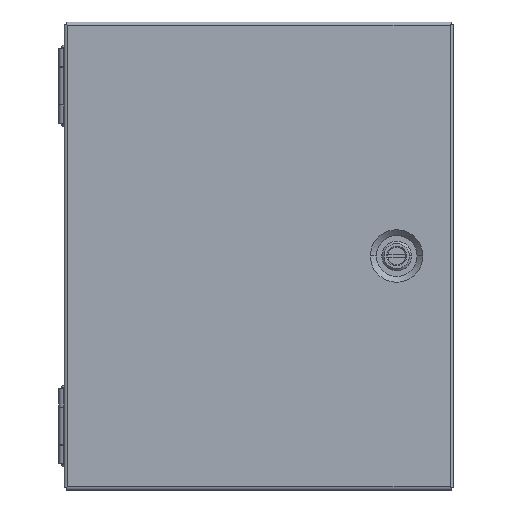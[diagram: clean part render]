
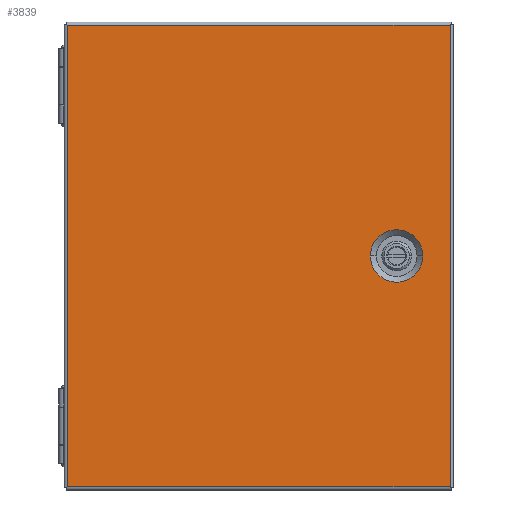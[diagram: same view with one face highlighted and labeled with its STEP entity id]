
A CAD part, top view. The second image highlights one B-rep face of the part: STEP entity #3839.
In plain terms, the highlighted planar face has unit normal (0, 0, 1).
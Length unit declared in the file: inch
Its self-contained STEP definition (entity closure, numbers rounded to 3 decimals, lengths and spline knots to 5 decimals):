
#116 = EDGE_LOOP ( 'NONE', ( #14291, #12975 ) ) ;
#162 = LINE ( 'NONE', #9713, #22344 ) ;
#425 = CARTESIAN_POINT ( 'NONE',  ( 4.32339, 0., 4.118 ) ) ;
#671 = DIRECTION ( 'NONE',  ( 0., 1., 0. ) ) ;
#1314 = CARTESIAN_POINT ( 'NONE',  ( 3.6285, 0., 4.118 ) ) ;
#1317 = DIRECTION ( 'NONE',  ( 1., 0., 0. ) ) ;
#1338 = EDGE_CURVE ( 'NONE', #4038, #16651, #17651, .T. ) ;
#1479 = DIRECTION ( 'NONE',  ( 0., 0., -1. ) ) ;
#2059 = FACE_OUTER_BOUND ( 'NONE', #6831, .T. ) ;
#2567 = CARTESIAN_POINT ( 'NONE',  ( 5.0425, -6.104, 4.118 ) ) ;
#2639 = ORIENTED_EDGE ( 'NONE', *, *, #14811, .T. ) ;
#3063 = AXIS2_PLACEMENT_3D ( 'NONE', #8571, #21430, #1317 ) ;
#3239 = VECTOR ( 'NONE', #19213, 39.37008 ) ;
#3839 = ADVANCED_FACE ( 'NONE', ( #15321, #2059 ), #10329, .T. ) ;
#4038 = VERTEX_POINT ( 'NONE', #11136 ) ;
#4205 = EDGE_CURVE ( 'NONE', #12953, #22988, #8367, .T. ) ;
#5496 = DIRECTION ( 'NONE',  ( 0., 0., -1. ) ) ;
#6004 = CARTESIAN_POINT ( 'NONE',  ( 5.0425, 6.104, 4.118 ) ) ;
#6831 = EDGE_LOOP ( 'NONE', ( #15874, #2639, #9975, #16894 ) ) ;
#6966 = CARTESIAN_POINT ( 'NONE',  ( -5.0855, -6.104, 4.118 ) ) ;
#8078 = LINE ( 'NONE', #6966, #23335 ) ;
#8367 = LINE ( 'NONE', #2567, #22193 ) ;
#8571 = CARTESIAN_POINT ( 'NONE',  ( 5.0425, -6.104, 4.118 ) ) ;
#9234 = CARTESIAN_POINT ( 'NONE',  ( 5.0425, -6.104, 4.118 ) ) ;
#9445 = CIRCLE ( 'NONE', #21367, 0.69489 ) ;
#9713 = CARTESIAN_POINT ( 'NONE',  ( 5.0425, -6.104, 4.118 ) ) ;
#9975 = ORIENTED_EDGE ( 'NONE', *, *, #4205, .T. ) ;
#10329 = PLANE ( 'NONE',  #3063 ) ;
#11136 = CARTESIAN_POINT ( 'NONE',  ( 5.0425, 6.104, 4.118 ) ) ;
#11232 = EDGE_CURVE ( 'NONE', #13002, #20142, #21634, .T. ) ;
#12507 = DIRECTION ( 'NONE',  ( 1., 0., 0. ) ) ;
#12702 = EDGE_CURVE ( 'NONE', #22988, #4038, #162, .T. ) ;
#12953 = VERTEX_POINT ( 'NONE', #19605 ) ;
#12975 = ORIENTED_EDGE ( 'NONE', *, *, #20578, .T. ) ;
#13002 = VERTEX_POINT ( 'NONE', #425 ) ;
#13241 = CARTESIAN_POINT ( 'NONE',  ( 2.93361, 0., 4.118 ) ) ;
#14291 = ORIENTED_EDGE ( 'NONE', *, *, #11232, .T. ) ;
#14811 = EDGE_CURVE ( 'NONE', #16651, #12953, #8078, .T. ) ;
#15321 = FACE_BOUND ( 'NONE', #116, .T. ) ;
#15874 = ORIENTED_EDGE ( 'NONE', *, *, #1338, .T. ) ;
#16541 = CARTESIAN_POINT ( 'NONE',  ( 3.6285, 0., 4.118 ) ) ;
#16651 = VERTEX_POINT ( 'NONE', #21951 ) ;
#16894 = ORIENTED_EDGE ( 'NONE', *, *, #12702, .T. ) ;
#17188 = AXIS2_PLACEMENT_3D ( 'NONE', #1314, #1479, #12507 ) ;
#17651 = LINE ( 'NONE', #6004, #3239 ) ;
#19210 = DIRECTION ( 'NONE',  ( 1., 0., 0. ) ) ;
#19213 = DIRECTION ( 'NONE',  ( -1., 0., 0. ) ) ;
#19605 = CARTESIAN_POINT ( 'NONE',  ( -5.0855, -6.104, 4.118 ) ) ;
#20142 = VERTEX_POINT ( 'NONE', #13241 ) ;
#20188 = DIRECTION ( 'NONE',  ( 1., 0., 0. ) ) ;
#20578 = EDGE_CURVE ( 'NONE', #20142, #13002, #9445, .T. ) ;
#21367 = AXIS2_PLACEMENT_3D ( 'NONE', #16541, #5496, #20188 ) ;
#21430 = DIRECTION ( 'NONE',  ( 0., 0., 1. ) ) ;
#21634 = CIRCLE ( 'NONE', #17188, 0.69489 ) ;
#21951 = CARTESIAN_POINT ( 'NONE',  ( -5.0855, 6.104, 4.118 ) ) ;
#22193 = VECTOR ( 'NONE', #19210, 39.37008 ) ;
#22344 = VECTOR ( 'NONE', #671, 39.37008 ) ;
#22988 = VERTEX_POINT ( 'NONE', #9234 ) ;
#23335 = VECTOR ( 'NONE', #23553, 39.37008 ) ;
#23553 = DIRECTION ( 'NONE',  ( 0., -1., 0. ) ) ;
